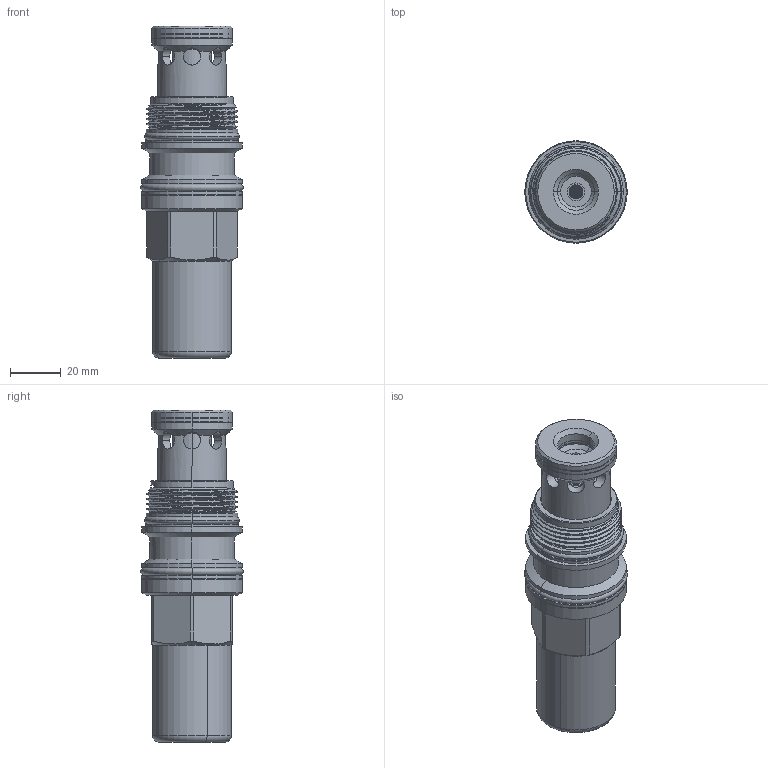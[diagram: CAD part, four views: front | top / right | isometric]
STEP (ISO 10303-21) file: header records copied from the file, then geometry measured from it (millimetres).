
FILE_DESCRIPTION (( 'STEP AP203' ), '1' );
FILE_NAME ('SP17A3G-C.STEP', '2020-03-27T02:40:55', ( '' ), ( '' ), 'SwSTEP 2.0', 'SolidWorks 2018', '' );
FILE_SCHEMA (( 'CONFIG_CONTROL_DESIGN' ));
Length unit declared in the file: millimetre
Products named in the file (1): SP17A3G-C
Bounding box: 40.39 x 40.39 x 130.95 mm (x, y, z)
Volume: 93552.2 mm3; surface area: 30780.6 mm2
Topology: 7 solids, 7 shells, 745 faces, 2080 edges, 1319 vertices
Faces by surface type: cylinder 549, plane 76, cone 65, torus 38, bspline 9, sphere 8
Entity records: 55905 total; most frequent: CARTESIAN_POINT 37698, ORIENTED_EDGE 4156, DIRECTION 2968, EDGE_CURVE 2078, VERTEX_POINT 1319, AXIS2_PLACEMENT_3D 1147, EDGE_LOOP 1139, B_SPLINE_CURVE_WITH_KNOTS 929
